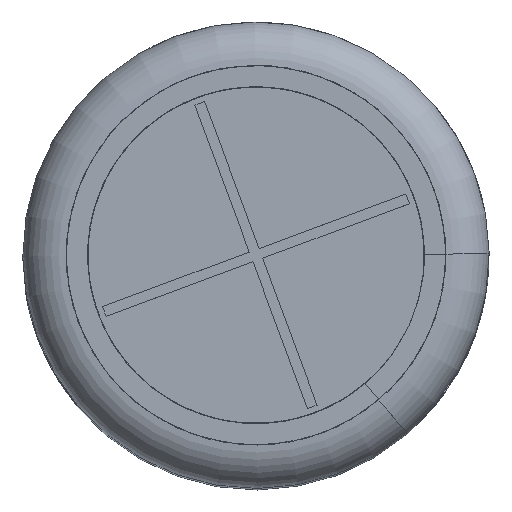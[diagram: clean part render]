
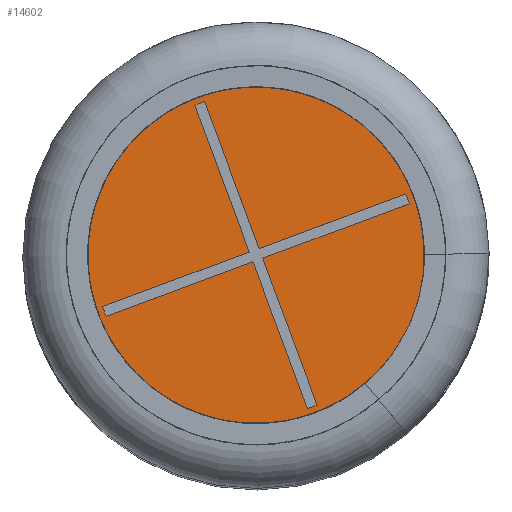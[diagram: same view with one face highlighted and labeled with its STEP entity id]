
A CAD part, top view. The second image highlights one B-rep face of the part: STEP entity #14602.
In plain terms, the highlighted planar face has unit normal (0, 0, 1).
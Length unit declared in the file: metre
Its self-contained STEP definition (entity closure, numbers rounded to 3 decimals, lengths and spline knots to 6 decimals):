
#79=PLANE('',#15350);
#576=CIRCLE('',#15345,0.008956);
#1145=LINE('',#19777,#1962);
#1148=LINE('',#19783,#1965);
#1150=LINE('',#19787,#1967);
#1152=LINE('',#19791,#1969);
#1154=LINE('',#19795,#1971);
#1156=LINE('',#19799,#1973);
#1158=LINE('',#19803,#1975);
#1160=LINE('',#19807,#1977);
#1162=LINE('',#19811,#1979);
#1164=LINE('',#19815,#1981);
#1166=LINE('',#19819,#1983);
#1168=LINE('',#19823,#1985);
#1962=VECTOR('',#16737,1.);
#1965=VECTOR('',#16742,1.);
#1967=VECTOR('',#16746,1.);
#1969=VECTOR('',#16750,1.);
#1971=VECTOR('',#16754,1.);
#1973=VECTOR('',#16758,1.);
#1975=VECTOR('',#16762,1.);
#1977=VECTOR('',#16766,1.);
#1979=VECTOR('',#16770,1.);
#1981=VECTOR('',#16774,1.);
#1983=VECTOR('',#16778,1.);
#1985=VECTOR('',#16782,1.);
#3229=ORIENTED_EDGE('',*,*,#5988,.T.);
#3230=ORIENTED_EDGE('',*,*,#6011,.T.);
#3231=ORIENTED_EDGE('',*,*,#6009,.T.);
#3232=ORIENTED_EDGE('',*,*,#6007,.T.);
#3233=ORIENTED_EDGE('',*,*,#6005,.T.);
#3234=ORIENTED_EDGE('',*,*,#6003,.T.);
#3235=ORIENTED_EDGE('',*,*,#6001,.T.);
#3236=ORIENTED_EDGE('',*,*,#5999,.T.);
#3237=ORIENTED_EDGE('',*,*,#5997,.T.);
#3238=ORIENTED_EDGE('',*,*,#5995,.T.);
#3239=ORIENTED_EDGE('',*,*,#5993,.T.);
#3240=ORIENTED_EDGE('',*,*,#5991,.T.);
#3241=ORIENTED_EDGE('',*,*,#6020,.F.);
#5988=EDGE_CURVE('',#7407,#7408,#1145,.T.);
#5991=EDGE_CURVE('',#7409,#7407,#1148,.T.);
#5993=EDGE_CURVE('',#7410,#7409,#1150,.T.);
#5995=EDGE_CURVE('',#7411,#7410,#1152,.T.);
#5997=EDGE_CURVE('',#7412,#7411,#1154,.T.);
#5999=EDGE_CURVE('',#7413,#7412,#1156,.T.);
#6001=EDGE_CURVE('',#7414,#7413,#1158,.T.);
#6003=EDGE_CURVE('',#7415,#7414,#1160,.T.);
#6005=EDGE_CURVE('',#7416,#7415,#1162,.T.);
#6007=EDGE_CURVE('',#7417,#7416,#1164,.T.);
#6009=EDGE_CURVE('',#7418,#7417,#1166,.T.);
#6011=EDGE_CURVE('',#7408,#7418,#1168,.T.);
#6020=EDGE_CURVE('',#7427,#7427,#576,.T.);
#7407=VERTEX_POINT('',#19778);
#7408=VERTEX_POINT('',#19779);
#7409=VERTEX_POINT('',#19784);
#7410=VERTEX_POINT('',#19788);
#7411=VERTEX_POINT('',#19792);
#7412=VERTEX_POINT('',#19796);
#7413=VERTEX_POINT('',#19800);
#7414=VERTEX_POINT('',#19804);
#7415=VERTEX_POINT('',#19808);
#7416=VERTEX_POINT('',#19812);
#7417=VERTEX_POINT('',#19816);
#7418=VERTEX_POINT('',#19820);
#7427=VERTEX_POINT('',#19848);
#8645=EDGE_LOOP('',(#3229,#3230,#3231,#3232,#3233,#3234,#3235,#3236,#3237,
#3238,#3239,#3240));
#8646=EDGE_LOOP('',(#3241));
#9372=FACE_BOUND('',#8645,.T.);
#9373=FACE_BOUND('',#8646,.T.);
#14602=ADVANCED_FACE('',(#9372,#9373),#79,.T.);
#15345=AXIS2_PLACEMENT_3D('',#19847,#16813,#16814);
#15350=AXIS2_PLACEMENT_3D('',#19854,#16823,#16824);
#16737=DIRECTION('',(0.707,0.707,0.));
#16742=DIRECTION('',(-0.707,0.707,0.));
#16746=DIRECTION('',(0.707,0.707,0.));
#16750=DIRECTION('',(-0.707,0.707,0.));
#16754=DIRECTION('',(-0.707,-0.707,0.));
#16758=DIRECTION('',(-0.707,0.707,0.));
#16762=DIRECTION('',(-0.707,-0.707,0.));
#16766=DIRECTION('',(0.707,-0.707,0.));
#16770=DIRECTION('',(-0.707,-0.707,0.));
#16774=DIRECTION('',(0.707,-0.707,0.));
#16778=DIRECTION('',(0.707,0.707,0.));
#16782=DIRECTION('',(0.707,-0.707,0.));
#16813=DIRECTION('',(0.,0.,-1.));
#16814=DIRECTION('',(-1.,0.,0.));
#16823=DIRECTION('',(0.,0.,1.));
#16824=DIRECTION('',(1.,0.,0.));
#19777=CARTESIAN_POINT('',(-0.005226,0.005572,0.04578));
#19778=CARTESIAN_POINT('',(-0.005572,0.005226,0.04578));
#19779=CARTESIAN_POINT('',(-0.005226,0.005572,0.04578));
#19783=CARTESIAN_POINT('',(-0.000346,0.,0.04578));
#19784=CARTESIAN_POINT('',(-0.000346,0.,0.04578));
#19787=CARTESIAN_POINT('',(-0.000346,0.,0.04578));
#19788=CARTESIAN_POINT('',(-0.005572,-0.005226,0.04578));
#19791=CARTESIAN_POINT('',(-0.005226,-0.005572,0.04578));
#19792=CARTESIAN_POINT('',(-0.005226,-0.005572,0.04578));
#19795=CARTESIAN_POINT('',(0.,-0.000346,0.04578));
#19796=CARTESIAN_POINT('',(0.,-0.000346,0.04578));
#19799=CARTESIAN_POINT('',(0.,-0.000346,0.04578));
#19800=CARTESIAN_POINT('',(0.005226,-0.005572,0.04578));
#19803=CARTESIAN_POINT('',(0.005572,-0.005226,0.04578));
#19804=CARTESIAN_POINT('',(0.005572,-0.005226,0.04578));
#19807=CARTESIAN_POINT('',(0.000346,0.,0.04578));
#19808=CARTESIAN_POINT('',(0.000346,0.,0.04578));
#19811=CARTESIAN_POINT('',(0.000346,0.,0.04578));
#19812=CARTESIAN_POINT('',(0.005572,0.005226,0.04578));
#19815=CARTESIAN_POINT('',(0.005572,0.005226,0.04578));
#19816=CARTESIAN_POINT('',(0.005226,0.005572,0.04578));
#19819=CARTESIAN_POINT('',(0.,0.000346,0.04578));
#19820=CARTESIAN_POINT('',(0.,0.000346,0.04578));
#19823=CARTESIAN_POINT('',(0.,0.000346,0.04578));
#19847=CARTESIAN_POINT('',(0.,0.,0.04578));
#19848=CARTESIAN_POINT('',(-0.008956,0.,0.04578));
#19854=CARTESIAN_POINT('',(-0.008956,0.,0.04578));
